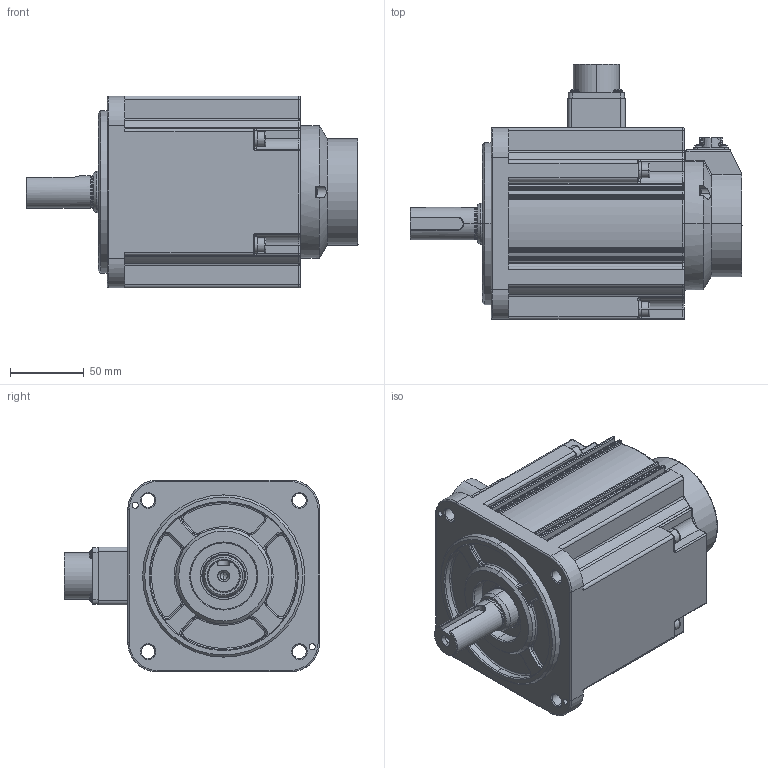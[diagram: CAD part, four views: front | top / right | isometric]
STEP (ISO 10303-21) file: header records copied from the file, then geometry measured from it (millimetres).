
FILE_DESCRIPTION (( 'STEP AP214' ), '1' );
FILE_NAME ('4611170001582 SM3H-132ATBUV.STEP', '2024-02-05T00:59:02', ( '' ), ( '' ), 'SwSTEP 2.0', 'SolidWorks 2015', '' );
FILE_SCHEMA (( 'AUTOMOTIVE_DESIGN' ));
Length unit declared in the file: millimetre
Products named in the file (1): 4611170001582 SM3H-132ATBUV
Bounding box: 225 x 173 x 130.01 mm (x, y, z)
Volume: 2205879.8 mm3; surface area: 163065.5 mm2
Topology: 12 solids, 49 shells, 1686 faces, 4294 edges, 2727 vertices
Faces by surface type: cylinder 699, plane 634, bspline 224, cone 111, torus 14, sphere 4
Entity records: 63847 total; most frequent: CARTESIAN_POINT 25397, ORIENTED_EDGE 8428, DIRECTION 7320, EDGE_CURVE 4214, AXIS2_PLACEMENT_3D 2749, VERTEX_POINT 2727, EDGE_LOOP 1849, VECTOR 1822
